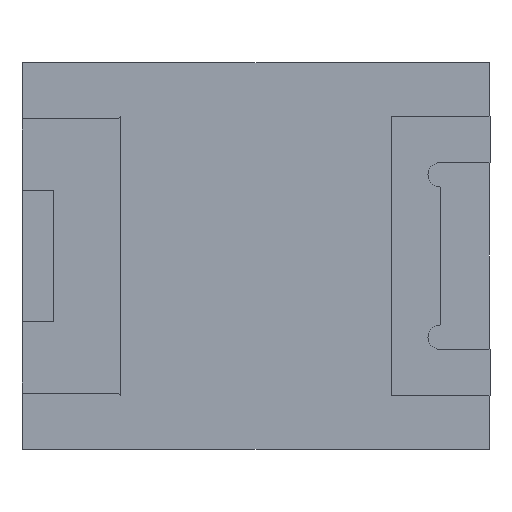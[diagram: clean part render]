
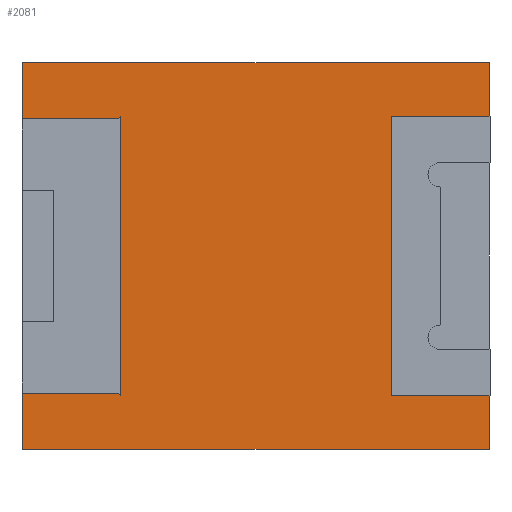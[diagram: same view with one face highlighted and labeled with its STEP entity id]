
A CAD part, front view. The second image highlights one B-rep face of the part: STEP entity #2081.
In plain terms, the highlighted planar face has unit normal (0, -1, 0).
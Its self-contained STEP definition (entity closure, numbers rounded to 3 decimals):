
#30 = EDGE_CURVE ( 'NONE', #410, #2151, #2957, .T. ) ;
#89 = ORIENTED_EDGE ( 'NONE', *, *, #2776, .F. ) ;
#109 = DIRECTION ( 'NONE',  ( 1., 0., 0. ) ) ;
#124 = FACE_OUTER_BOUND ( 'NONE', #1148, .T. ) ;
#134 = CARTESIAN_POINT ( 'NONE',  ( 0., 0., 0. ) ) ;
#169 = EDGE_CURVE ( 'NONE', #2963, #2331, #2191, .T. ) ;
#210 = DIRECTION ( 'NONE',  ( 0., 0., -1. ) ) ;
#213 = ORIENTED_EDGE ( 'NONE', *, *, #30, .F. ) ;
#319 = CARTESIAN_POINT ( 'NONE',  ( 0., 0., 0. ) ) ;
#338 = DIRECTION ( 'NONE',  ( 0.664, 0., -0.748 ) ) ;
#351 = CARTESIAN_POINT ( 'NONE',  ( 7.6, 0., -5.425 ) ) ;
#391 = CARTESIAN_POINT ( 'NONE',  ( 6., 0., -5.425 ) ) ;
#410 = VERTEX_POINT ( 'NONE', #1458 ) ;
#421 = VECTOR ( 'NONE', #531, 1000. ) ;
#437 = EDGE_CURVE ( 'NONE', #2331, #2311, #2143, .T. ) ;
#483 = ORIENTED_EDGE ( 'NONE', *, *, #824, .T. ) ;
#497 = VECTOR ( 'NONE', #1446, 1000. ) ;
#498 = CARTESIAN_POINT ( 'NONE',  ( 1.6, 0., -0.875 ) ) ;
#531 = DIRECTION ( 'NONE',  ( -1., 0., 0. ) ) ;
#550 = VERTEX_POINT ( 'NONE', #1310 ) ;
#583 = VECTOR ( 'NONE', #1559, 1000. ) ;
#595 = LINE ( 'NONE', #2250, #777 ) ;
#645 = CARTESIAN_POINT ( 'NONE',  ( 1.6, 0., -5.425 ) ) ;
#696 = VECTOR ( 'NONE', #1211, 1000. ) ;
#711 = LINE ( 'NONE', #2800, #2988 ) ;
#769 = EDGE_CURVE ( 'NONE', #2615, #550, #2329, .T. ) ;
#771 = CARTESIAN_POINT ( 'NONE',  ( 7.6, 0., -6.3 ) ) ;
#777 = VECTOR ( 'NONE', #2676, 1000. ) ;
#819 = EDGE_CURVE ( 'NONE', #2429, #2963, #711, .T. ) ;
#824 = EDGE_CURVE ( 'NONE', #550, #2311, #2571, .T. ) ;
#845 = CARTESIAN_POINT ( 'NONE',  ( -1.799, 0., -1.597 ) ) ;
#919 = ORIENTED_EDGE ( 'NONE', *, *, #437, .F. ) ;
#954 = VERTEX_POINT ( 'NONE', #2428 ) ;
#972 = ORIENTED_EDGE ( 'NONE', *, *, #169, .F. ) ;
#986 = VECTOR ( 'NONE', #1717, 1000. ) ;
#1024 = CARTESIAN_POINT ( 'NONE',  ( 7.6, 0., 0. ) ) ;
#1043 = EDGE_CURVE ( 'NONE', #954, #2230, #2304, .T. ) ;
#1056 = PLANE ( 'NONE',  #1133 ) ;
#1067 = VECTOR ( 'NONE', #1902, 1000. ) ;
#1091 = ORIENTED_EDGE ( 'NONE', *, *, #2941, .F. ) ;
#1115 = VERTEX_POINT ( 'NONE', #2099 ) ;
#1133 = AXIS2_PLACEMENT_3D ( 'NONE', #2085, #2102, #210 ) ;
#1148 = EDGE_LOOP ( 'NONE', ( #483, #919, #972, #2141, #2410, #2507, #1892, #213, #3023, #2137, #1091, #2534, #89, #2318 ) ) ;
#1176 = CARTESIAN_POINT ( 'NONE',  ( 6., 0., 0. ) ) ;
#1184 = CARTESIAN_POINT ( 'NONE',  ( 6., 0., -5.425 ) ) ;
#1211 = DIRECTION ( 'NONE',  ( 0., 0., -1. ) ) ;
#1220 = DIRECTION ( 'NONE',  ( 0., 0., 1. ) ) ;
#1223 = EDGE_CURVE ( 'NONE', #410, #1115, #1462, .T. ) ;
#1289 = LINE ( 'NONE', #2223, #2277 ) ;
#1310 = CARTESIAN_POINT ( 'NONE',  ( 6., 0., -0.875 ) ) ;
#1314 = VECTOR ( 'NONE', #1857, 1000. ) ;
#1342 = VERTEX_POINT ( 'NONE', #351 ) ;
#1351 = EDGE_CURVE ( 'NONE', #2429, #954, #1289, .T. ) ;
#1446 = DIRECTION ( 'NONE',  ( 0., 0., 1. ) ) ;
#1458 = CARTESIAN_POINT ( 'NONE',  ( 1.561, 0., -5.382 ) ) ;
#1462 = LINE ( 'NONE', #1917, #986 ) ;
#1559 = DIRECTION ( 'NONE',  ( 1., 0., 0. ) ) ;
#1638 = EDGE_CURVE ( 'NONE', #2151, #2230, #2350, .T. ) ;
#1643 = CARTESIAN_POINT ( 'NONE',  ( 0., 0., -6.3 ) ) ;
#1671 = VECTOR ( 'NONE', #2345, 1000. ) ;
#1717 = DIRECTION ( 'NONE',  ( -1., 0., 0. ) ) ;
#1722 = VECTOR ( 'NONE', #338, 1000. ) ;
#1751 = CARTESIAN_POINT ( 'NONE',  ( 0., 0., -0.918 ) ) ;
#1816 = VECTOR ( 'NONE', #2600, 1000. ) ;
#1821 = LINE ( 'NONE', #391, #583 ) ;
#1857 = DIRECTION ( 'NONE',  ( 0.664, 0., 0.748 ) ) ;
#1869 = CARTESIAN_POINT ( 'NONE',  ( 0., 0., -6.3 ) ) ;
#1871 = CARTESIAN_POINT ( 'NONE',  ( 7.6, 0., 0. ) ) ;
#1892 = ORIENTED_EDGE ( 'NONE', *, *, #1638, .F. ) ;
#1902 = DIRECTION ( 'NONE',  ( 0., 0., 1. ) ) ;
#1917 = CARTESIAN_POINT ( 'NONE',  ( 0., 0., -5.382 ) ) ;
#1959 = CARTESIAN_POINT ( 'NONE',  ( 7.6, 0., -0.875 ) ) ;
#1962 = VERTEX_POINT ( 'NONE', #771 ) ;
#2048 = CARTESIAN_POINT ( 'NONE',  ( 1.329, 0., -1.18 ) ) ;
#2081 = ADVANCED_FACE ( 'NONE', ( #124 ), #1056, .T. ) ;
#2085 = CARTESIAN_POINT ( 'NONE',  ( 0., 0., 0. ) ) ;
#2099 = CARTESIAN_POINT ( 'NONE',  ( 0., 0., -5.382 ) ) ;
#2102 = DIRECTION ( 'NONE',  ( 0., -1., 0. ) ) ;
#2105 = VERTEX_POINT ( 'NONE', #1643 ) ;
#2137 = ORIENTED_EDGE ( 'NONE', *, *, #2287, .F. ) ;
#2141 = ORIENTED_EDGE ( 'NONE', *, *, #819, .F. ) ;
#2143 = LINE ( 'NONE', #1871, #696 ) ;
#2151 = VERTEX_POINT ( 'NONE', #645 ) ;
#2191 = LINE ( 'NONE', #134, #2902 ) ;
#2223 = CARTESIAN_POINT ( 'NONE',  ( 0., 0., -0.918 ) ) ;
#2230 = VERTEX_POINT ( 'NONE', #498 ) ;
#2250 = CARTESIAN_POINT ( 'NONE',  ( 7.6, 0., 0. ) ) ;
#2277 = VECTOR ( 'NONE', #109, 1000. ) ;
#2287 = EDGE_CURVE ( 'NONE', #2105, #1115, #2425, .T. ) ;
#2304 = LINE ( 'NONE', #2048, #1314 ) ;
#2311 = VERTEX_POINT ( 'NONE', #1959 ) ;
#2318 = ORIENTED_EDGE ( 'NONE', *, *, #769, .T. ) ;
#2329 = LINE ( 'NONE', #1176, #1816 ) ;
#2331 = VERTEX_POINT ( 'NONE', #1024 ) ;
#2345 = DIRECTION ( 'NONE',  ( 1., 0., 0. ) ) ;
#2350 = LINE ( 'NONE', #2620, #497 ) ;
#2410 = ORIENTED_EDGE ( 'NONE', *, *, #1351, .T. ) ;
#2425 = LINE ( 'NONE', #319, #1067 ) ;
#2428 = CARTESIAN_POINT ( 'NONE',  ( 1.561, 0., -0.918 ) ) ;
#2429 = VERTEX_POINT ( 'NONE', #1751 ) ;
#2507 = ORIENTED_EDGE ( 'NONE', *, *, #1043, .T. ) ;
#2534 = ORIENTED_EDGE ( 'NONE', *, *, #2665, .F. ) ;
#2571 = LINE ( 'NONE', #2616, #1671 ) ;
#2600 = DIRECTION ( 'NONE',  ( 0., 0., 1. ) ) ;
#2615 = VERTEX_POINT ( 'NONE', #1184 ) ;
#2616 = CARTESIAN_POINT ( 'NONE',  ( 0., 0., -0.875 ) ) ;
#2620 = CARTESIAN_POINT ( 'NONE',  ( 1.6, 0., 0. ) ) ;
#2665 = EDGE_CURVE ( 'NONE', #1342, #1962, #595, .T. ) ;
#2676 = DIRECTION ( 'NONE',  ( 0., 0., -1. ) ) ;
#2776 = EDGE_CURVE ( 'NONE', #2615, #1342, #1821, .T. ) ;
#2800 = CARTESIAN_POINT ( 'NONE',  ( 0., 0., 0. ) ) ;
#2830 = LINE ( 'NONE', #1869, #421 ) ;
#2861 = CARTESIAN_POINT ( 'NONE',  ( 0., 0., 0. ) ) ;
#2902 = VECTOR ( 'NONE', #2923, 1000. ) ;
#2923 = DIRECTION ( 'NONE',  ( 1., 0., 0. ) ) ;
#2941 = EDGE_CURVE ( 'NONE', #1962, #2105, #2830, .T. ) ;
#2957 = LINE ( 'NONE', #845, #1722 ) ;
#2963 = VERTEX_POINT ( 'NONE', #2861 ) ;
#2988 = VECTOR ( 'NONE', #1220, 1000. ) ;
#3023 = ORIENTED_EDGE ( 'NONE', *, *, #1223, .T. ) ;
